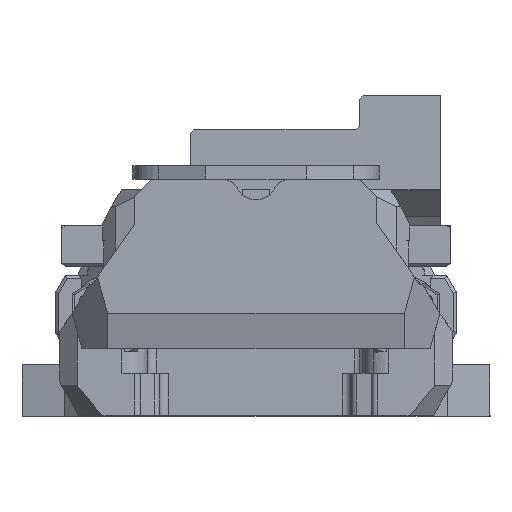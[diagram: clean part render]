
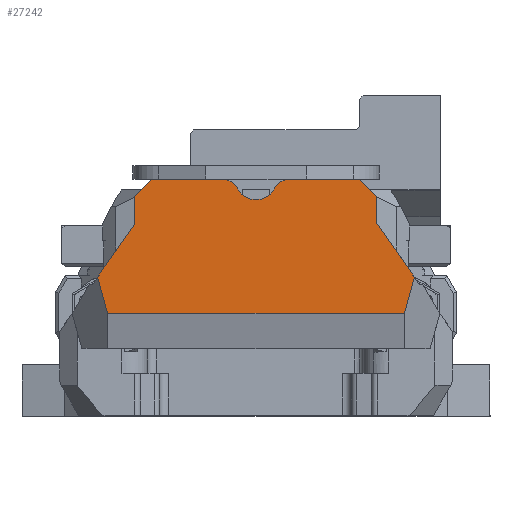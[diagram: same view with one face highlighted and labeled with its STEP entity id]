
A CAD part, top view. The second image highlights one B-rep face of the part: STEP entity #27242.
In plain terms, the highlighted planar face has unit normal (0, 0, 1).
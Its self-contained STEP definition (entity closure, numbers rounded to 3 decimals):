
#712=CIRCLE('',#29365,2.);
#713=CIRCLE('',#29366,2.4);
#714=CIRCLE('',#29367,2.);
#1725=PLANE('',#29364);
#3133=FACE_OUTER_BOUND('',#4712,.T.);
#4712=EDGE_LOOP('',(#23896,#23897,#23898,#23899,#23900,#23901,#23902,#23903,
#23904,#23905,#23906,#23907,#23908,#23909));
#7438=LINE('',#49595,#10529);
#7455=LINE('',#49631,#10546);
#7467=LINE('',#49656,#10558);
#7468=LINE('',#49659,#10559);
#7469=LINE('',#49661,#10560);
#7470=LINE('',#49663,#10561);
#7471=LINE('',#49665,#10562);
#7472=LINE('',#49667,#10563);
#7473=LINE('',#49669,#10564);
#7474=LINE('',#49670,#10565);
#7475=LINE('',#49672,#10566);
#10529=VECTOR('',#35573,10.);
#10546=VECTOR('',#35598,10.);
#10558=VECTOR('',#35618,10.);
#10559=VECTOR('',#35621,10.);
#10560=VECTOR('',#35622,10.);
#10561=VECTOR('',#35623,10.);
#10562=VECTOR('',#35624,10.);
#10563=VECTOR('',#35625,10.);
#10564=VECTOR('',#35626,10.);
#10565=VECTOR('',#35627,10.);
#10566=VECTOR('',#35628,10.);
#13477=VERTEX_POINT('',#49592);
#13478=VERTEX_POINT('',#49594);
#13492=VERTEX_POINT('',#49628);
#13493=VERTEX_POINT('',#49630);
#13502=VERTEX_POINT('',#49654);
#13503=VERTEX_POINT('',#49658);
#13504=VERTEX_POINT('',#49660);
#13505=VERTEX_POINT('',#49662);
#13506=VERTEX_POINT('',#49664);
#13507=VERTEX_POINT('',#49666);
#13508=VERTEX_POINT('',#49668);
#13509=VERTEX_POINT('',#49671);
#13510=VERTEX_POINT('',#49673);
#13511=VERTEX_POINT('',#49675);
#17045=EDGE_CURVE('',#13477,#13478,#7438,.T.);
#17062=EDGE_CURVE('',#13493,#13492,#7455,.F.);
#17075=EDGE_CURVE('',#13502,#13492,#7467,.T.);
#17076=EDGE_CURVE('',#13503,#13502,#7468,.T.);
#17077=EDGE_CURVE('',#13504,#13503,#7469,.F.);
#17078=EDGE_CURVE('',#13505,#13504,#7470,.T.);
#17079=EDGE_CURVE('',#13505,#13506,#7471,.T.);
#17080=EDGE_CURVE('',#13506,#13507,#7472,.T.);
#17081=EDGE_CURVE('',#13507,#13508,#7473,.F.);
#17082=EDGE_CURVE('',#13508,#13478,#7474,.F.);
#17083=EDGE_CURVE('',#13477,#13509,#7475,.F.);
#17084=EDGE_CURVE('',#13510,#13509,#712,.T.);
#17085=EDGE_CURVE('',#13510,#13511,#713,.T.);
#17086=EDGE_CURVE('',#13493,#13511,#714,.T.);
#23896=ORIENTED_EDGE('',*,*,#17075,.F.);
#23897=ORIENTED_EDGE('',*,*,#17076,.F.);
#23898=ORIENTED_EDGE('',*,*,#17077,.F.);
#23899=ORIENTED_EDGE('',*,*,#17078,.F.);
#23900=ORIENTED_EDGE('',*,*,#17079,.T.);
#23901=ORIENTED_EDGE('',*,*,#17080,.T.);
#23902=ORIENTED_EDGE('',*,*,#17081,.T.);
#23903=ORIENTED_EDGE('',*,*,#17082,.T.);
#23904=ORIENTED_EDGE('',*,*,#17045,.F.);
#23905=ORIENTED_EDGE('',*,*,#17083,.T.);
#23906=ORIENTED_EDGE('',*,*,#17084,.F.);
#23907=ORIENTED_EDGE('',*,*,#17085,.T.);
#23908=ORIENTED_EDGE('',*,*,#17086,.F.);
#23909=ORIENTED_EDGE('',*,*,#17062,.T.);
#27242=ADVANCED_FACE('',(#3133),#1725,.T.);
#29364=AXIS2_PLACEMENT_3D('',#49657,#35619,#35620);
#29365=AXIS2_PLACEMENT_3D('',#49674,#35629,#35630);
#29366=AXIS2_PLACEMENT_3D('',#49676,#35631,#35632);
#29367=AXIS2_PLACEMENT_3D('',#49677,#35633,#35634);
#35573=DIRECTION('',(0.707,-0.707,0.));
#35598=DIRECTION('',(1.,0.,0.));
#35618=DIRECTION('',(0.707,0.707,0.));
#35619=DIRECTION('center_axis',(0.,0.,1.));
#35620=DIRECTION('ref_axis',(1.,0.,0.));
#35621=DIRECTION('',(0.,1.,0.));
#35622=DIRECTION('',(-0.574,-0.819,0.));
#35623=DIRECTION('',(-0.266,0.964,0.));
#35624=DIRECTION('',(1.,0.,0.));
#35625=DIRECTION('',(0.266,0.964,0.));
#35626=DIRECTION('',(0.574,-0.819,0.));
#35627=DIRECTION('',(0.,-1.,0.));
#35628=DIRECTION('',(1.,0.,0.));
#35629=DIRECTION('center_axis',(0.,0.,-1.));
#35630=DIRECTION('ref_axis',(-0.522,0.853,0.));
#35631=DIRECTION('center_axis',(0.,0.,-1.));
#35632=DIRECTION('ref_axis',(0.,1.,0.));
#35633=DIRECTION('center_axis',(0.,0.,-1.));
#35634=DIRECTION('ref_axis',(0.522,0.853,0.));
#49592=CARTESIAN_POINT('',(12.139,37.72,75.472));
#49594=CARTESIAN_POINT('',(14.139,35.72,75.472));
#49595=CARTESIAN_POINT('',(11.198,38.661,75.472));
#49628=CARTESIAN_POINT('',(-12.21,37.72,75.472));
#49630=CARTESIAN_POINT('',(-3.919,37.72,75.472));
#49631=CARTESIAN_POINT('',(-10.6,37.72,75.472));
#49654=CARTESIAN_POINT('',(-14.21,35.72,75.472));
#49656=CARTESIAN_POINT('',(-21.852,28.079,75.472));
#49657=CARTESIAN_POINT('Origin',(-21.2,10.144,75.472));
#49658=CARTESIAN_POINT('',(-14.21,32.431,75.472));
#49659=CARTESIAN_POINT('',(-14.21,21.332,75.472));
#49660=CARTESIAN_POINT('',(-18.511,26.289,75.472));
#49661=CARTESIAN_POINT('',(-27.62,13.281,75.472));
#49662=CARTESIAN_POINT('',(-17.338,22.044,75.472));
#49663=CARTESIAN_POINT('',(-15.811,16.519,75.472));
#49664=CARTESIAN_POINT('',(17.338,22.044,75.472));
#49665=CARTESIAN_POINT('',(18.396,22.044,75.472));
#49666=CARTESIAN_POINT('',(18.511,26.289,75.472));
#49667=CARTESIAN_POINT('',(15.811,16.519,75.472));
#49668=CARTESIAN_POINT('',(14.139,32.533,75.472));
#49669=CARTESIAN_POINT('',(27.62,13.281,75.472));
#49670=CARTESIAN_POINT('',(14.139,21.332,75.472));
#49671=CARTESIAN_POINT('',(3.919,37.72,75.472));
#49672=CARTESIAN_POINT('',(-10.6,37.72,75.472));
#49673=CARTESIAN_POINT('',(2.138,36.629,75.472));
#49674=CARTESIAN_POINT('Origin',(3.919,35.72,75.472));
#49675=CARTESIAN_POINT('',(-2.138,36.629,75.472));
#49676=CARTESIAN_POINT('Origin',(0.,37.72,
75.472));
#49677=CARTESIAN_POINT('Origin',(-3.919,35.72,75.472));
